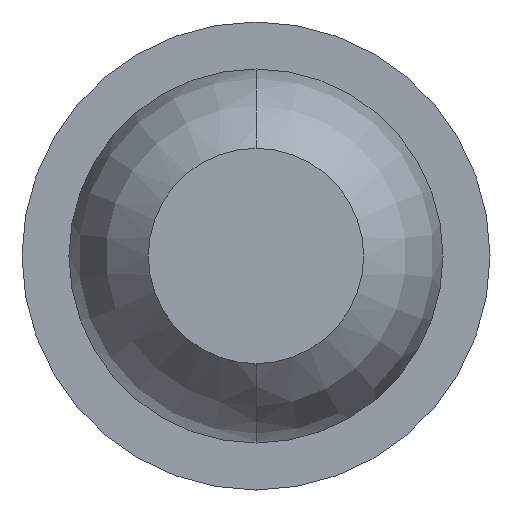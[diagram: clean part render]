
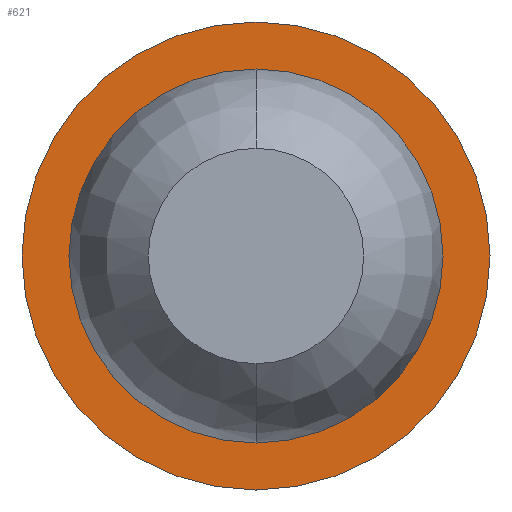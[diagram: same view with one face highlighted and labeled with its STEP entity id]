
A CAD part, front view. The second image highlights one B-rep face of the part: STEP entity #621.
In plain terms, the highlighted planar face has unit normal (0, -1, 0).
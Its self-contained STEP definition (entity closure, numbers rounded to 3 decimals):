
#2 = VERTEX_POINT ( 'NONE', #819 ) ;
#23 = PLANE ( 'NONE',  #985 ) ;
#43 = AXIS2_PLACEMENT_3D ( 'NONE', #168, #766, #508 ) ;
#68 = ORIENTED_EDGE ( 'NONE', *, *, #2845, .T. ) ;
#79 = CARTESIAN_POINT ( 'NONE',  ( 1.27, 6.4, 0. ) ) ;
#168 = CARTESIAN_POINT ( 'NONE',  ( 0., 6.4, 0. ) ) ;
#508 = DIRECTION ( 'NONE',  ( -1., 0., 0. ) ) ;
#528 = CARTESIAN_POINT ( 'NONE',  ( 0., 6.4, 0. ) ) ;
#552 = CARTESIAN_POINT ( 'NONE',  ( -1.27, 6.4, 0. ) ) ;
#579 = DIRECTION ( 'NONE',  ( 0., 1., 0. ) ) ;
#621 = ADVANCED_FACE ( 'Defeature ausgef�hrt1_9', ( #1556, #3125 ), #23, .F. ) ;
#727 = EDGE_LOOP ( 'NONE', ( #3710, #1604 ) ) ;
#752 = VERTEX_POINT ( 'NONE', #79 ) ;
#764 = DIRECTION ( 'NONE',  ( 0., 1., 0. ) ) ;
#766 = DIRECTION ( 'NONE',  ( 0., 1., 0. ) ) ;
#819 = CARTESIAN_POINT ( 'NONE',  ( -0.635, 6.4, 0. ) ) ;
#870 = EDGE_CURVE ( 'Defeature ausgef�hrt1_9+Defeature ausgef�hrt1_7+Defeature ausgef�hrt1_7+Defeature ausgef�hrt1_7', #2192, #2, #1316, .T. ) ;
#985 = AXIS2_PLACEMENT_3D ( 'NONE', #3552, #579, #1193 ) ;
#1154 = DIRECTION ( 'NONE',  ( 0., 1., 0. ) ) ;
#1193 = DIRECTION ( 'NONE',  ( -1., 0., 0. ) ) ;
#1316 = CIRCLE ( 'NONE', #2066, 0.635 ) ;
#1556 = FACE_OUTER_BOUND ( 'NONE', #727, .T. ) ;
#1581 = AXIS2_PLACEMENT_3D ( 'NONE', #2321, #1154, #3557 ) ;
#1604 = ORIENTED_EDGE ( 'NONE', *, *, #3422, .F. ) ;
#1610 = ORIENTED_EDGE ( 'NONE', *, *, #870, .T. ) ;
#1688 = CIRCLE ( 'NONE', #43, 1.27 ) ;
#1941 = CARTESIAN_POINT ( 'NONE',  ( 0., 6.4, 0. ) ) ;
#1984 = DIRECTION ( 'NONE',  ( 0., 1., 0. ) ) ;
#2066 = AXIS2_PLACEMENT_3D ( 'NONE', #1941, #764, #2497 ) ;
#2192 = VERTEX_POINT ( 'NONE', #3342 ) ;
#2315 = EDGE_CURVE ( 'Defeature ausgef�hrt1_8+Defeature ausgef�hrt1_9+Defeature ausgef�hrt1_9+Defeature ausgef�hrt1_9', #2954, #752, #1688, .T. ) ;
#2321 = CARTESIAN_POINT ( 'NONE',  ( 0., 6.4, 0. ) ) ;
#2497 = DIRECTION ( 'NONE',  ( -1., 0., 0. ) ) ;
#2565 = AXIS2_PLACEMENT_3D ( 'NONE', #528, #1984, #3742 ) ;
#2845 = EDGE_CURVE ( 'Defeature ausgef�hrt1_9+Defeature ausgef�hrt1_7+Defeature ausgef�hrt1_7+Defeature ausgef�hrt1_7', #2, #2192, #3405, .T. ) ;
#2954 = VERTEX_POINT ( 'NONE', #552 ) ;
#3125 = FACE_BOUND ( 'NONE', #3857, .T. ) ;
#3342 = CARTESIAN_POINT ( 'NONE',  ( 0.635, 6.4, 0. ) ) ;
#3405 = CIRCLE ( 'NONE', #2565, 0.635 ) ;
#3422 = EDGE_CURVE ( 'Defeature ausgef�hrt1_8+Defeature ausgef�hrt1_9+Defeature ausgef�hrt1_9+Defeature ausgef�hrt1_9', #752, #2954, #3535, .T. ) ;
#3535 = CIRCLE ( 'NONE', #1581, 1.27 ) ;
#3552 = CARTESIAN_POINT ( 'NONE',  ( 1.27, 6.4, 0. ) ) ;
#3557 = DIRECTION ( 'NONE',  ( -1., 0., 0. ) ) ;
#3710 = ORIENTED_EDGE ( 'NONE', *, *, #2315, .F. ) ;
#3742 = DIRECTION ( 'NONE',  ( -1., 0., 0. ) ) ;
#3857 = EDGE_LOOP ( 'NONE', ( #68, #1610 ) ) ;
